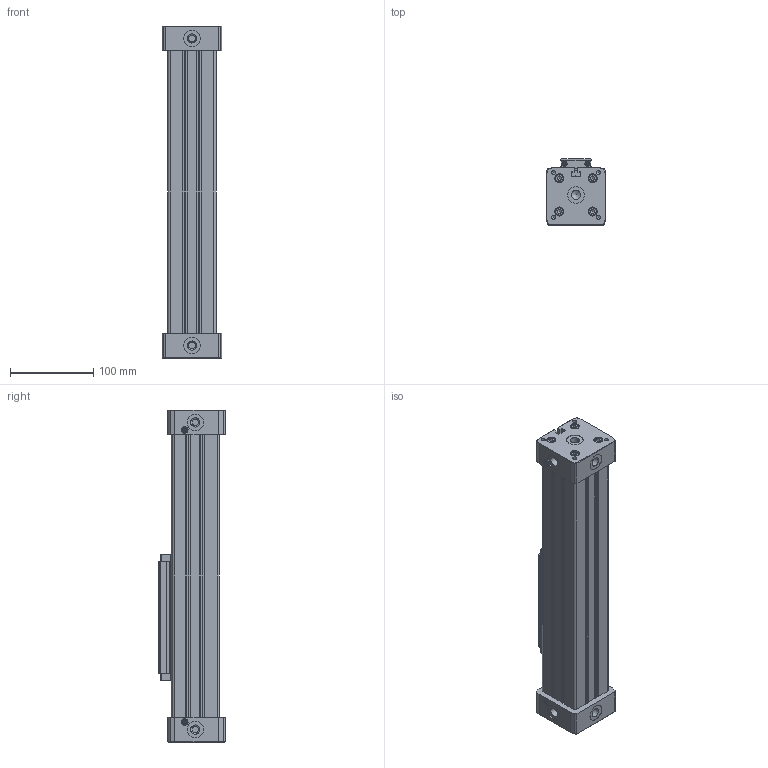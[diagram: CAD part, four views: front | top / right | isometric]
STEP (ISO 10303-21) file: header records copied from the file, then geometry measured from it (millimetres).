
FILE_DESCRIPTION(/* implementation_level */ '2;1');
FILE_NAME(/* name */ 'PLF40 - P1 - 0100.stp',/* time_stamp */ '18-Jan-2021 12:18:20',/* author */ ('MEDAN GmbH-H.By.'),/* organization */ (''), /* preprocessor_version */ 'ST-DEVELOPER v11',/* originating_system */ 'SIEMENS PLM Software NX 7.5',/* authorisation */ '');
FILE_SCHEMA (('AUTOMOTIVE_DESIGN { 1 0 10303 214 1 1 1 1 }'));
Bounding box: 72 x 80 x 400 mm (x, y, z)
Volume: 1195415.2 mm3; surface area: 277430.5 mm2
Topology: 25 solids, 25 shells, 836 faces, 2049 edges, 1300 vertices
Faces by surface type: plane 498, cylinder 218, cone 100, torus 20
Full cylindrical faces by diameter (mm): 2 x4, 2.2 x2, 2.5 x8, 3 x8, 3.5 x4, 4.2 x2, 4.351 x2, 5 x26, 5.5 x4, 5.9 x2, 6 x14, 6.6 x8, 8 x6, 10 x8, 11 x8, 11.113 x5, 11.188 x1, 20 x6, 40.2 x1
Entity records: 16202 total; most frequent: CRTPNT 2647, DRCTN 2518, ORNEDG 2216, EDGCRV 1108, A2PL3D 896, VRTPNT 801, LINE 726, VECTOR 726
